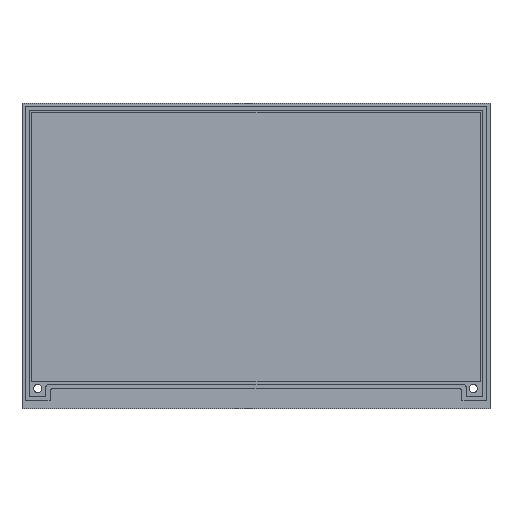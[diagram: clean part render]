
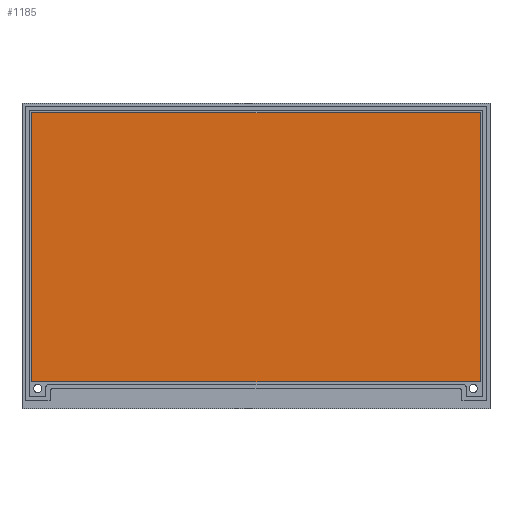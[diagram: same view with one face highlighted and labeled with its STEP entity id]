
A CAD part, top view. The second image highlights one B-rep face of the part: STEP entity #1185.
In plain terms, the highlighted planar face has unit normal (0, 0, 1).
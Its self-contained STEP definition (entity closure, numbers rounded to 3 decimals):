
#81=PLANE('',#1284);
#143=FACE_OUTER_BOUND('',#215,.T.);
#215=EDGE_LOOP('',(#1107,#1108,#1109,#1110));
#349=LINE('',#1908,#491);
#352=LINE('',#1914,#494);
#355=LINE('',#1920,#497);
#358=LINE('',#1924,#500);
#491=VECTOR('',#1574,10.);
#494=VECTOR('',#1579,10.);
#497=VECTOR('',#1584,10.);
#500=VECTOR('',#1589,10.);
#623=VERTEX_POINT('',#1905);
#624=VERTEX_POINT('',#1907);
#626=VERTEX_POINT('',#1913);
#628=VERTEX_POINT('',#1919);
#781=EDGE_CURVE('',#624,#623,#349,.T.);
#784=EDGE_CURVE('',#626,#624,#352,.T.);
#787=EDGE_CURVE('',#628,#626,#355,.T.);
#790=EDGE_CURVE('',#623,#628,#358,.T.);
#1107=ORIENTED_EDGE('',*,*,#790,.T.);
#1108=ORIENTED_EDGE('',*,*,#787,.T.);
#1109=ORIENTED_EDGE('',*,*,#784,.T.);
#1110=ORIENTED_EDGE('',*,*,#781,.T.);
#1185=ADVANCED_FACE('',(#143),#81,.T.);
#1284=AXIS2_PLACEMENT_3D('',#1925,#1590,#1591);
#1574=DIRECTION('',(0.,-1.,0.));
#1579=DIRECTION('',(-1.,0.,0.));
#1584=DIRECTION('',(0.,1.,0.));
#1589=DIRECTION('',(1.,0.,0.));
#1590=DIRECTION('center_axis',(0.,0.,1.));
#1591=DIRECTION('ref_axis',(1.,0.,0.));
#1905=CARTESIAN_POINT('',(103.5,68.58,0.85));
#1907=CARTESIAN_POINT('',(103.5,166.5,0.85));
#1908=CARTESIAN_POINT('',(103.5,68.58,0.85));
#1913=CARTESIAN_POINT('',(266.7,166.5,0.85));
#1914=CARTESIAN_POINT('',(103.5,166.5,0.85));
#1919=CARTESIAN_POINT('',(266.7,68.58,0.85));
#1920=CARTESIAN_POINT('',(266.7,166.5,0.85));
#1924=CARTESIAN_POINT('',(266.7,68.58,0.85));
#1925=CARTESIAN_POINT('Origin',(185.1,117.54,0.85));
